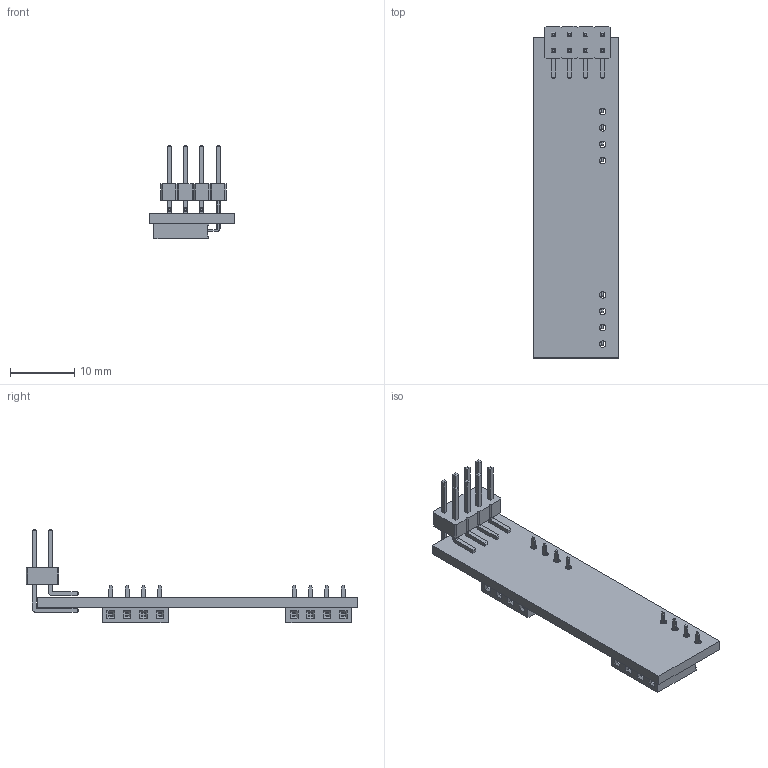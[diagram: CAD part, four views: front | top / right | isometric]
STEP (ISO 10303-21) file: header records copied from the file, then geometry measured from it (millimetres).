
FILE_DESCRIPTION(('KiCad electronic assembly'),'2;1');
FILE_NAME('2-STEPPER-BREAKOUT_MIR.step','2022-07-31T17:51:13',('Pcbnew') ,('Kicad'),'Open CASCADE STEP processor 7.6','KiCad to STEP converter' ,'Unknown');
FILE_SCHEMA(('AUTOMOTIVE_DESIGN { 1 0 10303 214 1 1 1 1 }'));
Length unit declared in the file: millimetre
Products named in the file (6): 2-STEPPER-BREAKOUT_MIR 1; PinHeader_2x04_P2.54mm_Horizontal; SOLID; PinSocket_1x04_P2.54mm_Horizontal; 2-STEPPER-BREAKOUT PCB
Assembly tree (6 placements, depth 3):
  2-STEPPER-BREAKOUT_MIR 1
    PinHeader_2x04_P2.54mm_Horizontal
      SOLID
    PinSocket_1x04_P2.54mm_Horizontal  x2
      SOLID
    2-STEPPER-BREAKOUT PCB
Bounding box: 13.34 x 51.49 x 14.52 mm (x, y, z)
Volume: 1641.6 mm3; surface area: 2796.4 mm2
Topology: 4 solids, 4 shells, 510 faces, 1290 edges, 828 vertices
Faces by surface type: bspline 496, cylinder 8, plane 6
Full cylindrical faces by diameter (mm): 1 x8
Entity records: 22195 total; most frequent: CARTESIAN_POINT 7513, B_SPLINE_CURVE_WITH_KNOTS 2522, ORIENTED_EDGE 1796, PCURVE 1796, DEFINITIONAL_REPRESENTATION 1796, EDGE_CURVE 898, SURFACE_CURVE 890, VERTEX_POINT 572
